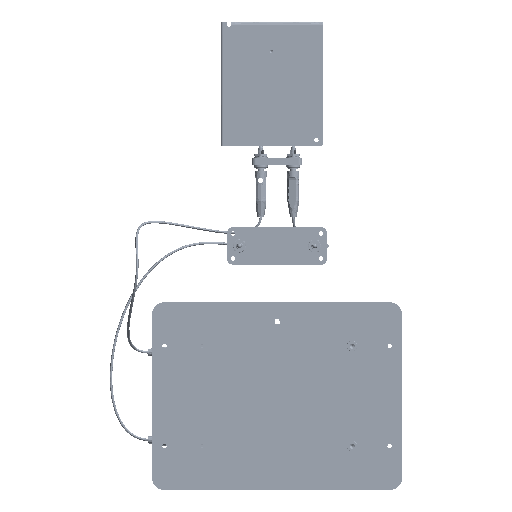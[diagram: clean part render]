
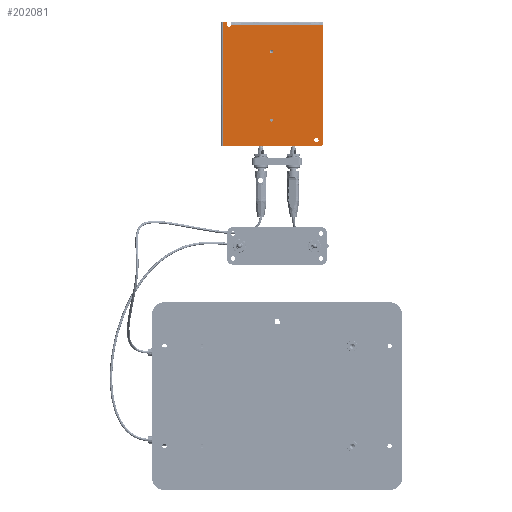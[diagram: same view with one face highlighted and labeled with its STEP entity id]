
A CAD part, front view. The second image highlights one B-rep face of the part: STEP entity #202081.
In plain terms, the highlighted free-form (B-spline) face has degree [1, 1] with [2, 2] control points.
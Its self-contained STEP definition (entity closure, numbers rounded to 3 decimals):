
#191935 = VERTEX_POINT('',#191936);
#191936 = CARTESIAN_POINT('',(228.035,118.846,
    554.917));
#191954 = VERTEX_POINT('',#191955);
#191955 = CARTESIAN_POINT('',(232.876,118.846,
    554.917));
#191960 = EDGE_CURVE('',#191954,#191935,#191961,.T.);
#191961 = ( BOUNDED_CURVE() B_SPLINE_CURVE(2,(#191962,#191963,#191964,
#191965,#191966),.UNSPECIFIED.,.F.,.F.) B_SPLINE_CURVE_WITH_KNOTS((3,2,3
    ),(3.142,4.712,6.283),
.PIECEWISE_BEZIER_KNOTS.) CURVE() GEOMETRIC_REPRESENTATION_ITEM() 
RATIONAL_B_SPLINE_CURVE((1.,0.707,1.,0.707,1.)) 
REPRESENTATION_ITEM('') );
#191962 = CARTESIAN_POINT('',(232.876,118.846,
    554.917));
#191963 = CARTESIAN_POINT('',(232.876,118.846,
    552.497));
#191964 = CARTESIAN_POINT('',(230.456,118.846,
    552.497));
#191965 = CARTESIAN_POINT('',(228.035,118.846,
    552.497));
#191966 = CARTESIAN_POINT('',(228.035,118.846,
    554.917));
#191985 = VERTEX_POINT('',#191986);
#191986 = CARTESIAN_POINT('',(182.391,118.846,
    653.12));
#191991 = EDGE_CURVE('',#191992,#191985,#191994,.T.);
#191992 = VERTEX_POINT('',#191993);
#191993 = CARTESIAN_POINT('',(178.934,118.846,
    653.12));
#191994 = ( BOUNDED_CURVE() B_SPLINE_CURVE(2,(#191995,#191996,#191997,
#191998,#191999),.UNSPECIFIED.,.F.,.F.) B_SPLINE_CURVE_WITH_KNOTS((3,2,3
    ),(3.142,4.712,6.283),
.PIECEWISE_BEZIER_KNOTS.) CURVE() GEOMETRIC_REPRESENTATION_ITEM() 
RATIONAL_B_SPLINE_CURVE((1.,0.707,1.,0.707,1.)) 
REPRESENTATION_ITEM('') );
#191995 = CARTESIAN_POINT('',(178.934,118.846,
    653.12));
#191996 = CARTESIAN_POINT('',(178.934,118.846,
    651.391));
#191997 = CARTESIAN_POINT('',(180.663,118.846,
    651.391));
#191998 = CARTESIAN_POINT('',(182.391,118.846,
    651.391));
#191999 = CARTESIAN_POINT('',(182.391,118.846,
    653.12));
#192060 = VERTEX_POINT('',#192061);
#192061 = CARTESIAN_POINT('',(182.391,118.846,
    577.047));
#192066 = EDGE_CURVE('',#192067,#192060,#192069,.T.);
#192067 = VERTEX_POINT('',#192068);
#192068 = CARTESIAN_POINT('',(178.934,118.846,
    577.047));
#192069 = ( BOUNDED_CURVE() B_SPLINE_CURVE(2,(#192070,#192071,#192072,
#192073,#192074),.UNSPECIFIED.,.F.,.F.) B_SPLINE_CURVE_WITH_KNOTS((3,2,3
    ),(3.142,4.712,6.283),
.PIECEWISE_BEZIER_KNOTS.) CURVE() GEOMETRIC_REPRESENTATION_ITEM() 
RATIONAL_B_SPLINE_CURVE((1.,0.707,1.,0.707,1.)) 
REPRESENTATION_ITEM('') );
#192070 = CARTESIAN_POINT('',(178.934,118.846,
    577.047));
#192071 = CARTESIAN_POINT('',(178.934,118.846,
    575.319));
#192072 = CARTESIAN_POINT('',(180.663,118.846,
    575.319));
#192073 = CARTESIAN_POINT('',(182.391,118.846,
    575.319));
#192074 = CARTESIAN_POINT('',(182.391,118.846,
    577.047));
#200412 = VERTEX_POINT('',#200413);
#200413 = CARTESIAN_POINT('',(235.297,118.846,
    548.693));
#200418 = EDGE_CURVE('',#200412,#200419,#200421,.T.);
#200419 = VERTEX_POINT('',#200420);
#200420 = CARTESIAN_POINT('',(127.412,118.846,
    548.693));
#200421 = B_SPLINE_CURVE_WITH_KNOTS('',1,(#200422,#200423),
  .UNSPECIFIED.,.F.,.F.,(2,2),(-80.,-2.),.PIECEWISE_BEZIER_KNOTS.);
#200422 = CARTESIAN_POINT('',(235.297,118.846,
    548.693));
#200423 = CARTESIAN_POINT('',(127.412,118.846,
    548.693));
#200460 = VERTEX_POINT('',#200461);
#200461 = CARTESIAN_POINT('',(127.412,118.846,
    685.624));
#200467 = EDGE_CURVE('',#200460,#200468,#200470,.T.);
#200468 = VERTEX_POINT('',#200469);
#200469 = CARTESIAN_POINT('',(131.215,118.846,
    685.624));
#200470 = B_SPLINE_CURVE_WITH_KNOTS('',1,(#200471,#200472),
  .UNSPECIFIED.,.F.,.F.,(2,2),(2.,4.75),.PIECEWISE_BEZIER_KNOTS.);
#200471 = CARTESIAN_POINT('',(127.412,118.846,
    685.624));
#200472 = CARTESIAN_POINT('',(131.215,118.846,
    685.624));
#201646 = VERTEX_POINT('',#201647);
#201647 = CARTESIAN_POINT('',(238.063,118.846,
    682.858));
#201653 = EDGE_CURVE('',#201646,#201654,#201656,.T.);
#201654 = VERTEX_POINT('',#201655);
#201655 = CARTESIAN_POINT('',(238.063,118.846,
    551.459));
#201656 = B_SPLINE_CURVE_WITH_KNOTS('',1,(#201657,#201658),
  .UNSPECIFIED.,.F.,.F.,(2,2),(-97.,-2.),.PIECEWISE_BEZIER_KNOTS.);
#201657 = CARTESIAN_POINT('',(238.063,118.846,
    682.858));
#201658 = CARTESIAN_POINT('',(238.063,118.846,
    551.459));
#202081 = ADVANCED_FACE('',(#202082,#202120,#202131,#202142),#202153,.T.
  );
#202082 = FACE_BOUND('',#202083,.T.);
#202083 = EDGE_LOOP('',(#202084,#202085,#202092,#202102,#202107,#202108,
    #202113,#202114));
#202084 = ORIENTED_EDGE('',*,*,#201653,.F.);
#202085 = ORIENTED_EDGE('',*,*,#202086,.T.);
#202086 = EDGE_CURVE('',#201646,#202087,#202089,.T.);
#202087 = VERTEX_POINT('',#202088);
#202088 = CARTESIAN_POINT('',(136.056,118.846,
    682.858));
#202089 = B_SPLINE_CURVE_WITH_KNOTS('',1,(#202090,#202091),
  .UNSPECIFIED.,.F.,.F.,(2,2),(-73.75,0.),.PIECEWISE_BEZIER_KNOTS.);
#202090 = CARTESIAN_POINT('',(238.063,118.846,
    682.858));
#202091 = CARTESIAN_POINT('',(136.056,118.846,
    682.858));
#202092 = ORIENTED_EDGE('',*,*,#202093,.T.);
#202093 = EDGE_CURVE('',#202087,#202094,#202096,.T.);
#202094 = VERTEX_POINT('',#202095);
#202095 = CARTESIAN_POINT('',(131.215,118.846,
    682.858));
#202096 = ( BOUNDED_CURVE() B_SPLINE_CURVE(2,(#202097,#202098,#202099,
#202100,#202101),.UNSPECIFIED.,.F.,.F.) B_SPLINE_CURVE_WITH_KNOTS((3,2,3
    ),(3.142,4.712,6.283),
.PIECEWISE_BEZIER_KNOTS.) CURVE() GEOMETRIC_REPRESENTATION_ITEM() 
RATIONAL_B_SPLINE_CURVE((1.,0.707,1.,0.707,1.)) 
REPRESENTATION_ITEM('') );
#202097 = CARTESIAN_POINT('',(136.056,118.846,
    682.858));
#202098 = CARTESIAN_POINT('',(136.056,118.846,
    680.437));
#202099 = CARTESIAN_POINT('',(133.636,118.846,
    680.437));
#202100 = CARTESIAN_POINT('',(131.215,118.846,
    680.437));
#202101 = CARTESIAN_POINT('',(131.215,118.846,
    682.858));
#202102 = ORIENTED_EDGE('',*,*,#202103,.T.);
#202103 = EDGE_CURVE('',#202094,#200468,#202104,.T.);
#202104 = B_SPLINE_CURVE_WITH_KNOTS('',1,(#202105,#202106),
  .UNSPECIFIED.,.F.,.F.,(2,2),(0.,2.),.PIECEWISE_BEZIER_KNOTS.);
#202105 = CARTESIAN_POINT('',(131.215,118.846,
    682.858));
#202106 = CARTESIAN_POINT('',(131.215,118.846,
    685.624));
#202107 = ORIENTED_EDGE('',*,*,#200467,.F.);
#202108 = ORIENTED_EDGE('',*,*,#202109,.T.);
#202109 = EDGE_CURVE('',#200460,#200419,#202110,.T.);
#202110 = B_SPLINE_CURVE_WITH_KNOTS('',1,(#202111,#202112),
  .UNSPECIFIED.,.F.,.F.,(2,2),(-99.,-0.),.PIECEWISE_BEZIER_KNOTS.);
#202111 = CARTESIAN_POINT('',(127.412,118.846,
    685.624));
#202112 = CARTESIAN_POINT('',(127.412,118.846,
    548.693));
#202113 = ORIENTED_EDGE('',*,*,#200418,.F.);
#202114 = ORIENTED_EDGE('',*,*,#202115,.T.);
#202115 = EDGE_CURVE('',#200412,#201654,#202116,.T.);
#202116 = ( BOUNDED_CURVE() B_SPLINE_CURVE(2,(#202117,#202118,#202119),
.UNSPECIFIED.,.F.,.F.) B_SPLINE_CURVE_WITH_KNOTS((3,3),(4.712,
6.283),.PIECEWISE_BEZIER_KNOTS.) CURVE() 
GEOMETRIC_REPRESENTATION_ITEM() RATIONAL_B_SPLINE_CURVE((1.,
0.707,1.)) REPRESENTATION_ITEM('') );
#202117 = CARTESIAN_POINT('',(235.297,118.846,
    548.693));
#202118 = CARTESIAN_POINT('',(238.063,118.846,
    548.693));
#202119 = CARTESIAN_POINT('',(238.063,118.846,
    551.459));
#202120 = FACE_BOUND('',#202121,.T.);
#202121 = EDGE_LOOP('',(#202122,#202130));
#202122 = ORIENTED_EDGE('',*,*,#202123,.T.);
#202123 = EDGE_CURVE('',#191935,#191954,#202124,.T.);
#202124 = ( BOUNDED_CURVE() B_SPLINE_CURVE(2,(#202125,#202126,#202127,
#202128,#202129),.UNSPECIFIED.,.F.,.F.) B_SPLINE_CURVE_WITH_KNOTS((3,2,3
),(0.,1.571,3.142),.PIECEWISE_BEZIER_KNOTS.) CURVE() 
GEOMETRIC_REPRESENTATION_ITEM() RATIONAL_B_SPLINE_CURVE((1.,
0.707,1.,0.707,1.)) REPRESENTATION_ITEM('') );
#202125 = CARTESIAN_POINT('',(228.035,118.846,
    554.917));
#202126 = CARTESIAN_POINT('',(228.035,118.846,
    557.338));
#202127 = CARTESIAN_POINT('',(230.456,118.846,
    557.338));
#202128 = CARTESIAN_POINT('',(232.876,118.846,
    557.338));
#202129 = CARTESIAN_POINT('',(232.876,118.846,
    554.917));
#202130 = ORIENTED_EDGE('',*,*,#191960,.T.);
#202131 = FACE_BOUND('',#202132,.T.);
#202132 = EDGE_LOOP('',(#202133,#202141));
#202133 = ORIENTED_EDGE('',*,*,#202134,.F.);
#202134 = EDGE_CURVE('',#191985,#191992,#202135,.T.);
#202135 = ( BOUNDED_CURVE() B_SPLINE_CURVE(2,(#202136,#202137,#202138,
#202139,#202140),.UNSPECIFIED.,.F.,.F.) B_SPLINE_CURVE_WITH_KNOTS((3,2,3
),(0.,1.571,3.142),.PIECEWISE_BEZIER_KNOTS.) CURVE() 
GEOMETRIC_REPRESENTATION_ITEM() RATIONAL_B_SPLINE_CURVE((1.,
0.707,1.,0.707,1.)) REPRESENTATION_ITEM('') );
#202136 = CARTESIAN_POINT('',(182.391,118.846,
    653.12));
#202137 = CARTESIAN_POINT('',(182.391,118.846,
    654.849));
#202138 = CARTESIAN_POINT('',(180.663,118.846,
    654.849));
#202139 = CARTESIAN_POINT('',(178.934,118.846,
    654.849));
#202140 = CARTESIAN_POINT('',(178.934,118.846,
    653.12));
#202141 = ORIENTED_EDGE('',*,*,#191991,.F.);
#202142 = FACE_BOUND('',#202143,.T.);
#202143 = EDGE_LOOP('',(#202144,#202152));
#202144 = ORIENTED_EDGE('',*,*,#202145,.F.);
#202145 = EDGE_CURVE('',#192060,#192067,#202146,.T.);
#202146 = ( BOUNDED_CURVE() B_SPLINE_CURVE(2,(#202147,#202148,#202149,
#202150,#202151),.UNSPECIFIED.,.F.,.F.) B_SPLINE_CURVE_WITH_KNOTS((3,2,3
),(0.,1.571,3.142),.PIECEWISE_BEZIER_KNOTS.) CURVE() 
GEOMETRIC_REPRESENTATION_ITEM() RATIONAL_B_SPLINE_CURVE((1.,
0.707,1.,0.707,1.)) REPRESENTATION_ITEM('') );
#202147 = CARTESIAN_POINT('',(182.391,118.846,
    577.047));
#202148 = CARTESIAN_POINT('',(182.391,118.846,
    578.776));
#202149 = CARTESIAN_POINT('',(180.663,118.846,
    578.776));
#202150 = CARTESIAN_POINT('',(178.934,118.846,
    578.776));
#202151 = CARTESIAN_POINT('',(178.934,118.846,
    577.047));
#202152 = ORIENTED_EDGE('',*,*,#192066,.F.);
#202153 = B_SPLINE_SURFACE_WITH_KNOTS('',1,1,(
    (#202154,#202155)
    ,(#202156,#202157
    )),.UNSPECIFIED.,.F.,.F.,.F.,(2,2),(2,2),(2.,82.),(0.,99.),
  .PIECEWISE_BEZIER_KNOTS.);
#202154 = CARTESIAN_POINT('',(127.412,118.846,
    548.693));
#202155 = CARTESIAN_POINT('',(127.412,118.846,
    685.624));
#202156 = CARTESIAN_POINT('',(238.063,118.846,
    548.693));
#202157 = CARTESIAN_POINT('',(238.063,118.846,
    685.624));
